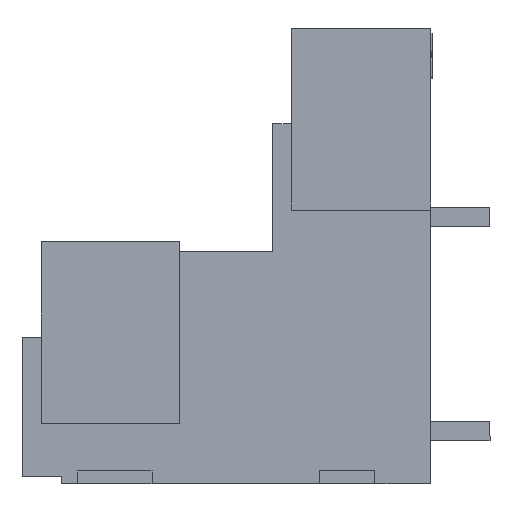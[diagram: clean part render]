
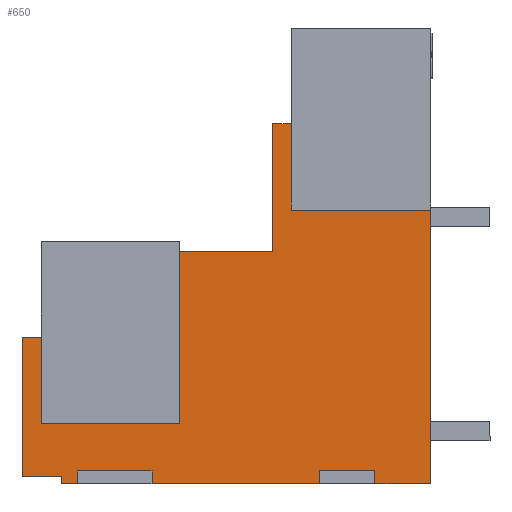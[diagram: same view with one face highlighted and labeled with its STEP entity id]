
A CAD part, left-side view. The second image highlights one B-rep face of the part: STEP entity #650.
In plain terms, the highlighted planar face has unit normal (-1, 0, 0).
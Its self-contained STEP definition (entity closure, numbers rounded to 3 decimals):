
#493=AXIS2_PLACEMENT_3D('Plane Axis2P3D',#490,#491,#492) ;
#116=CARTESIAN_POINT('Vertex',(0.7,16.725,3.25)) ;
#119=CARTESIAN_POINT('Line Origine',(0.7,16.725,7.875)) ;
#123=CARTESIAN_POINT('Vertex',(0.7,16.725,12.5)) ;
#317=CARTESIAN_POINT('Line Origine',(0.7,24.175,5.575)) ;
#321=CARTESIAN_POINT('Vertex',(0.7,24.175,7.9)) ;
#323=CARTESIAN_POINT('Vertex',(0.7,24.175,3.25)) ;
#477=CARTESIAN_POINT('Line Origine',(0.7,20.45,3.25)) ;
#490=CARTESIAN_POINT('Axis2P3D Location',(0.7,3.2,0.4)) ;
#495=CARTESIAN_POINT('Line Origine',(0.7,13.7,0.)) ;
#499=CARTESIAN_POINT('Vertex',(0.7,18.2,0.)) ;
#501=CARTESIAN_POINT('Vertex',(0.7,9.2,0.)) ;
#504=CARTESIAN_POINT('Line Origine',(0.7,9.2,0.35)) ;
#508=CARTESIAN_POINT('Vertex',(0.7,9.2,0.7)) ;
#511=CARTESIAN_POINT('Line Origine',(0.7,7.7,0.7)) ;
#515=CARTESIAN_POINT('Vertex',(0.7,6.2,0.7)) ;
#518=CARTESIAN_POINT('Line Origine',(0.7,6.2,0.35)) ;
#522=CARTESIAN_POINT('Vertex',(0.7,6.2,0.)) ;
#525=CARTESIAN_POINT('Line Origine',(0.7,4.7,0.)) ;
#529=CARTESIAN_POINT('Vertex',(0.7,3.2,0.)) ;
#532=CARTESIAN_POINT('Line Origine',(0.7,3.2,7.375)) ;
#536=CARTESIAN_POINT('Vertex',(0.7,3.2,14.75)) ;
#539=CARTESIAN_POINT('Line Origine',(0.7,6.95,14.75)) ;
#543=CARTESIAN_POINT('Vertex',(0.7,10.7,14.75)) ;
#546=CARTESIAN_POINT('Line Origine',(0.7,10.7,17.075)) ;
#550=CARTESIAN_POINT('Vertex',(0.7,10.7,19.4)) ;
#553=CARTESIAN_POINT('Line Origine',(0.7,11.2,19.4)) ;
#557=CARTESIAN_POINT('Vertex',(0.7,11.7,19.4)) ;
#560=CARTESIAN_POINT('Line Origine',(0.7,11.7,15.95)) ;
#564=CARTESIAN_POINT('Vertex',(0.7,11.7,12.5)) ;
#567=CARTESIAN_POINT('Line Origine',(0.7,14.213,12.5)) ;
#572=CARTESIAN_POINT('Line Origine',(0.7,24.688,7.9)) ;
#576=CARTESIAN_POINT('Vertex',(0.7,25.2,7.9)) ;
#579=CARTESIAN_POINT('Line Origine',(0.7,25.2,4.15)) ;
#583=CARTESIAN_POINT('Vertex',(0.7,25.2,0.4)) ;
#586=CARTESIAN_POINT('Line Origine',(0.7,24.145,0.4)) ;
#590=CARTESIAN_POINT('Vertex',(0.7,23.09,0.4)) ;
#593=CARTESIAN_POINT('Line Origine',(0.7,23.09,0.2)) ;
#597=CARTESIAN_POINT('Vertex',(0.7,23.09,0.)) ;
#600=CARTESIAN_POINT('Line Origine',(0.7,22.645,0.)) ;
#604=CARTESIAN_POINT('Vertex',(0.7,22.2,0.)) ;
#607=CARTESIAN_POINT('Line Origine',(0.7,22.2,0.35)) ;
#611=CARTESIAN_POINT('Vertex',(0.7,22.2,0.7)) ;
#614=CARTESIAN_POINT('Line Origine',(0.7,20.2,0.7)) ;
#618=CARTESIAN_POINT('Vertex',(0.7,18.2,0.7)) ;
#621=CARTESIAN_POINT('Line Origine',(0.7,18.2,0.35)) ;
#120=DIRECTION('Vector Direction',(0.,0.,-1.)) ;
#318=DIRECTION('Vector Direction',(0.,0.,-1.)) ;
#478=DIRECTION('Vector Direction',(0.,-1.,0.)) ;
#491=DIRECTION('Axis2P3D Direction',(-1.,0.,0.)) ;
#492=DIRECTION('Axis2P3D XDirection',(0.,0.,-1.)) ;
#496=DIRECTION('Vector Direction',(0.,-1.,0.)) ;
#505=DIRECTION('Vector Direction',(0.,0.,1.)) ;
#512=DIRECTION('Vector Direction',(0.,1.,0.)) ;
#519=DIRECTION('Vector Direction',(0.,0.,1.)) ;
#526=DIRECTION('Vector Direction',(0.,-1.,0.)) ;
#533=DIRECTION('Vector Direction',(0.,0.,1.)) ;
#540=DIRECTION('Vector Direction',(0.,-1.,0.)) ;
#547=DIRECTION('Vector Direction',(0.,0.,-1.)) ;
#554=DIRECTION('Vector Direction',(0.,1.,0.)) ;
#561=DIRECTION('Vector Direction',(0.,0.,-1.)) ;
#568=DIRECTION('Vector Direction',(0.,1.,0.)) ;
#573=DIRECTION('Vector Direction',(0.,1.,0.)) ;
#580=DIRECTION('Vector Direction',(0.,0.,1.)) ;
#587=DIRECTION('Vector Direction',(0.,1.,0.)) ;
#594=DIRECTION('Vector Direction',(0.,0.,1.)) ;
#601=DIRECTION('Vector Direction',(0.,-1.,0.)) ;
#608=DIRECTION('Vector Direction',(0.,0.,1.)) ;
#615=DIRECTION('Vector Direction',(0.,1.,0.)) ;
#622=DIRECTION('Vector Direction',(0.,0.,1.)) ;
#121=VECTOR('Line Direction',#120,1.) ;
#319=VECTOR('Line Direction',#318,1.) ;
#479=VECTOR('Line Direction',#478,1.) ;
#497=VECTOR('Line Direction',#496,1.) ;
#506=VECTOR('Line Direction',#505,1.) ;
#513=VECTOR('Line Direction',#512,1.) ;
#520=VECTOR('Line Direction',#519,1.) ;
#527=VECTOR('Line Direction',#526,1.) ;
#534=VECTOR('Line Direction',#533,1.) ;
#541=VECTOR('Line Direction',#540,1.) ;
#548=VECTOR('Line Direction',#547,1.) ;
#555=VECTOR('Line Direction',#554,1.) ;
#562=VECTOR('Line Direction',#561,1.) ;
#569=VECTOR('Line Direction',#568,1.) ;
#574=VECTOR('Line Direction',#573,1.) ;
#581=VECTOR('Line Direction',#580,1.) ;
#588=VECTOR('Line Direction',#587,1.) ;
#595=VECTOR('Line Direction',#594,1.) ;
#602=VECTOR('Line Direction',#601,1.) ;
#609=VECTOR('Line Direction',#608,1.) ;
#616=VECTOR('Line Direction',#615,1.) ;
#623=VECTOR('Line Direction',#622,1.) ;
#627=ORIENTED_EDGE('',*,*,#503,.T.) ;
#628=ORIENTED_EDGE('',*,*,#510,.T.) ;
#629=ORIENTED_EDGE('',*,*,#517,.F.) ;
#630=ORIENTED_EDGE('',*,*,#524,.F.) ;
#631=ORIENTED_EDGE('',*,*,#531,.T.) ;
#632=ORIENTED_EDGE('',*,*,#538,.T.) ;
#633=ORIENTED_EDGE('',*,*,#545,.F.) ;
#634=ORIENTED_EDGE('',*,*,#552,.F.) ;
#635=ORIENTED_EDGE('',*,*,#559,.T.) ;
#636=ORIENTED_EDGE('',*,*,#566,.T.) ;
#637=ORIENTED_EDGE('',*,*,#571,.T.) ;
#638=ORIENTED_EDGE('',*,*,#125,.T.) ;
#639=ORIENTED_EDGE('',*,*,#481,.F.) ;
#640=ORIENTED_EDGE('',*,*,#325,.F.) ;
#641=ORIENTED_EDGE('',*,*,#578,.T.) ;
#642=ORIENTED_EDGE('',*,*,#585,.F.) ;
#643=ORIENTED_EDGE('',*,*,#592,.F.) ;
#644=ORIENTED_EDGE('',*,*,#599,.F.) ;
#645=ORIENTED_EDGE('',*,*,#606,.T.) ;
#646=ORIENTED_EDGE('',*,*,#613,.T.) ;
#647=ORIENTED_EDGE('',*,*,#620,.F.) ;
#648=ORIENTED_EDGE('',*,*,#625,.F.) ;
#650=ADVANCED_FACE('HOUSING',(#649),#494,.T.) ;
#125=EDGE_CURVE('',#124,#117,#122,.T.) ;
#325=EDGE_CURVE('',#322,#324,#320,.T.) ;
#481=EDGE_CURVE('',#324,#117,#480,.T.) ;
#503=EDGE_CURVE('',#500,#502,#498,.T.) ;
#510=EDGE_CURVE('',#502,#509,#507,.T.) ;
#517=EDGE_CURVE('',#516,#509,#514,.T.) ;
#524=EDGE_CURVE('',#523,#516,#521,.T.) ;
#531=EDGE_CURVE('',#523,#530,#528,.T.) ;
#538=EDGE_CURVE('',#530,#537,#535,.T.) ;
#545=EDGE_CURVE('',#544,#537,#542,.T.) ;
#552=EDGE_CURVE('',#551,#544,#549,.T.) ;
#559=EDGE_CURVE('',#551,#558,#556,.T.) ;
#566=EDGE_CURVE('',#558,#565,#563,.T.) ;
#571=EDGE_CURVE('',#565,#124,#570,.T.) ;
#578=EDGE_CURVE('',#322,#577,#575,.T.) ;
#585=EDGE_CURVE('',#584,#577,#582,.T.) ;
#592=EDGE_CURVE('',#591,#584,#589,.T.) ;
#599=EDGE_CURVE('',#598,#591,#596,.T.) ;
#606=EDGE_CURVE('',#598,#605,#603,.T.) ;
#613=EDGE_CURVE('',#605,#612,#610,.T.) ;
#620=EDGE_CURVE('',#619,#612,#617,.T.) ;
#625=EDGE_CURVE('',#500,#619,#624,.T.) ;
#626=EDGE_LOOP('',(#627,#628,#629,#630,#631,#632,#633,#634,#635,#636,#637,#638,#639,#640,#641,#642,#643,#644,#645,#646,#647,#648)) ;
#649=FACE_OUTER_BOUND('',#626,.T.) ;
#122=LINE('Line',#119,#121) ;
#320=LINE('Line',#317,#319) ;
#480=LINE('Line',#477,#479) ;
#498=LINE('Line',#495,#497) ;
#507=LINE('Line',#504,#506) ;
#514=LINE('Line',#511,#513) ;
#521=LINE('Line',#518,#520) ;
#528=LINE('Line',#525,#527) ;
#535=LINE('Line',#532,#534) ;
#542=LINE('Line',#539,#541) ;
#549=LINE('Line',#546,#548) ;
#556=LINE('Line',#553,#555) ;
#563=LINE('Line',#560,#562) ;
#570=LINE('Line',#567,#569) ;
#575=LINE('Line',#572,#574) ;
#582=LINE('Line',#579,#581) ;
#589=LINE('Line',#586,#588) ;
#596=LINE('Line',#593,#595) ;
#603=LINE('Line',#600,#602) ;
#610=LINE('Line',#607,#609) ;
#617=LINE('Line',#614,#616) ;
#624=LINE('Line',#621,#623) ;
#494=PLANE('',#493) ;
#117=VERTEX_POINT('',#116) ;
#124=VERTEX_POINT('',#123) ;
#322=VERTEX_POINT('',#321) ;
#324=VERTEX_POINT('',#323) ;
#500=VERTEX_POINT('',#499) ;
#502=VERTEX_POINT('',#501) ;
#509=VERTEX_POINT('',#508) ;
#516=VERTEX_POINT('',#515) ;
#523=VERTEX_POINT('',#522) ;
#530=VERTEX_POINT('',#529) ;
#537=VERTEX_POINT('',#536) ;
#544=VERTEX_POINT('',#543) ;
#551=VERTEX_POINT('',#550) ;
#558=VERTEX_POINT('',#557) ;
#565=VERTEX_POINT('',#564) ;
#577=VERTEX_POINT('',#576) ;
#584=VERTEX_POINT('',#583) ;
#591=VERTEX_POINT('',#590) ;
#598=VERTEX_POINT('',#597) ;
#605=VERTEX_POINT('',#604) ;
#612=VERTEX_POINT('',#611) ;
#619=VERTEX_POINT('',#618) ;
